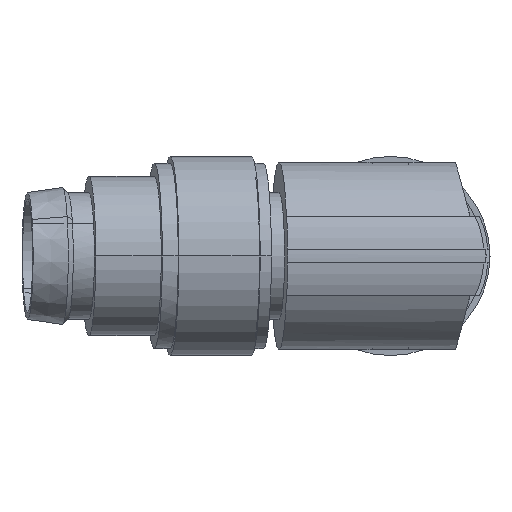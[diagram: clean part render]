
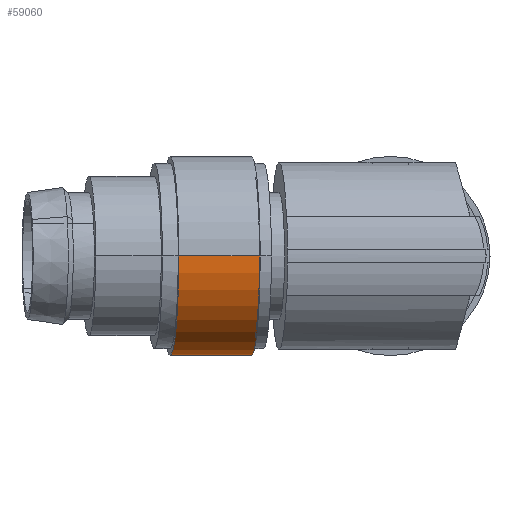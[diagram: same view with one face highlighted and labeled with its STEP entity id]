
A CAD part, left-side view. The second image highlights one B-rep face of the part: STEP entity #59060.
In plain terms, the highlighted cylindrical face has radius 5 mm (diameter 10 mm), a partial arc.
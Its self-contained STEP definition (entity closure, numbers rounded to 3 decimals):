
#58520=CARTESIAN_POINT('',(0.,6.983,
-23.28));
#58530=DIRECTION('',(0.,-0.996,
0.087));
#58540=DIRECTION('',(0.,0.087,
0.996));
#58550=AXIS2_PLACEMENT_3D('',#58520,#58530,#58540);
#58560=CIRCLE('',#58550,5.);
#58570=CARTESIAN_POINT('',(0.,7.419,
-18.299));
#58580=VERTEX_POINT('',#58570);
#58590=CARTESIAN_POINT('',(0.,6.548,
-28.261));
#58600=VERTEX_POINT('',#58590);
#58630=EDGE_CURVE('',#58600,#58580,#58560,.T.);
#58750=CARTESIAN_POINT('',(0.,6.983,
-23.28));
#58760=DIRECTION('',(0.,-0.996,
0.087));
#58770=DIRECTION('',(0.,0.087,
0.996));
#58780=AXIS2_PLACEMENT_3D('',#58750,#58760,#58770);
#58790=CYLINDRICAL_SURFACE('',#58780,5.);
#58800=CARTESIAN_POINT('',(0.,6.548,
-28.261));
#58810=DIRECTION('',(0.,-0.996,
0.087));
#58820=VECTOR('',#58810,1.);
#58830=LINE('',#58800,#58820);
#58840=CARTESIAN_POINT('',(0.,10.632,
-28.619));
#58850=VERTEX_POINT('',#58840);
#58860=EDGE_CURVE('',#58850,#58600,#58830,.T.);
#58870=ORIENTED_EDGE('',*,*,#58860,.F.);
#58880=ORIENTED_EDGE('',*,*,#58630,.F.);
#58890=CARTESIAN_POINT('',(0.,7.419,
-18.299));
#58900=DIRECTION('',(0.,-0.996,
0.087));
#58910=VECTOR('',#58900,1.);
#58920=LINE('',#58890,#58910);
#58930=CARTESIAN_POINT('',(0.,11.504,
-18.657));
#58940=VERTEX_POINT('',#58930);
#58950=EDGE_CURVE('',#58940,#58580,#58920,.T.);
#58960=ORIENTED_EDGE('',*,*,#58950,.T.);
#58970=CARTESIAN_POINT('',(0.,11.068,
-23.638));
#58980=DIRECTION('',(0.,-0.996,
0.087));
#58990=DIRECTION('',(0.,0.087,
0.996));
#59000=AXIS2_PLACEMENT_3D('',#58970,#58980,#58990);
#59010=CIRCLE('',#59000,5.);
#59020=EDGE_CURVE('',#58850,#58940,#59010,.T.);
#59030=ORIENTED_EDGE('',*,*,#59020,.T.);
#59040=EDGE_LOOP('',(#59030,#58960,#58880,#58870));
#59050=FACE_OUTER_BOUND('',#59040,.T.);
#59060=ADVANCED_FACE('',(#59050),#58790,.T.);
